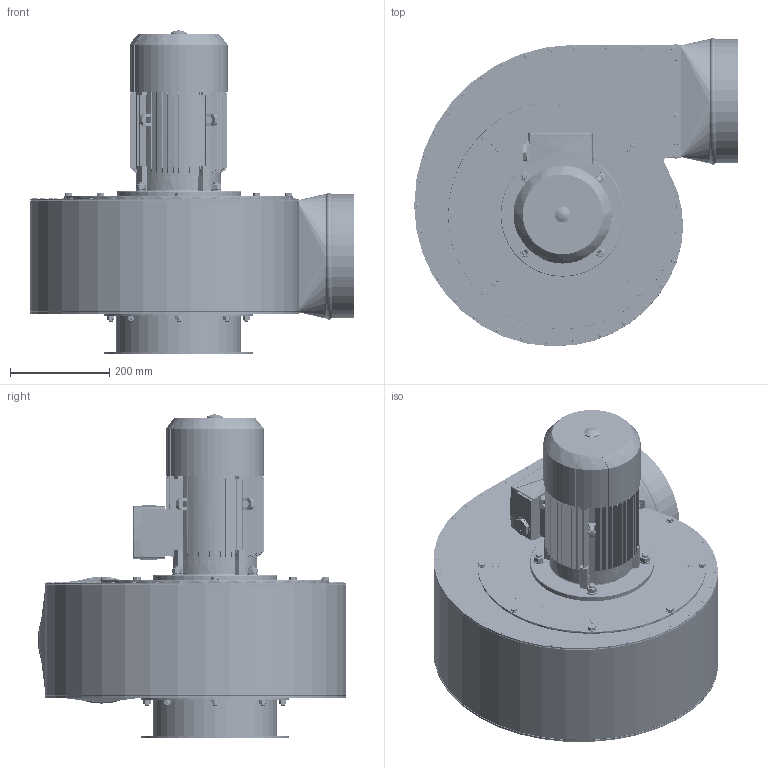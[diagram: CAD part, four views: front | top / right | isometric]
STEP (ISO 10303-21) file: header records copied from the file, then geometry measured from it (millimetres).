
FILE_DESCRIPTION(/* description */ ('3D Część'),/* implementation_level */ '2;1');
FILE_NAME(/* name */ '804W09 WPA-10-E-N.stp',/* time_stamp */ '2022-05-09T10:48:02+02:00',/* author */ ('a.korpacki'),/* organization */ ('KLIMAWENT S.A.'),/* preprocessor_version */ 'ST-DEVELOPER v18.1',/* originating_system */ 'Autodesk Inventor 2021',/* authorisation */ '');
FILE_SCHEMA (('AUTOMOTIVE_DESIGN { 1 0 10303 214 3 1 1 }'));
Length unit declared in the file: millimetre
Products named in the file (1): 804W09 WPA-10-E-N
Bounding box: 653.1 x 622.78 x 653 mm (x, y, z)
Volume: 12654541.6 mm3; surface area: 2941583.8 mm2
Topology: 22 solids, 24 shells, 5975 faces, 15279 edges, 9963 vertices
Faces by surface type: plane 3241, cylinder 1156, bspline 1139, torus 296, cone 139, sphere 4
Full cylindrical faces by diameter (mm): 3 x28, 4 x95, 4.1 x2, 4.2 x82, 4.3 x8, 4.4 x8, 7.5 x2, 8 x113, 8.5 x8, 8.8 x2, 9 x16, 10.9 x2, 11.1 x6, 11.63 x8, 12 x8, 13 x4, 14.5 x4, 16.63 x4, 28 x1, 30 x1, 32 x1, 38 x1, 170 x1, 180 x1, 180.5 x1, 248 x1, 248.5 x1, 249 x1, 250 x6, 251 x3
Entity records: 204200 total; most frequent: CARTESIAN_POINT 58459, ORIENTED_EDGE 30552, DIRECTION 26032, EDGE_CURVE 15278, VERTEX_POINT 9963, AXIS2_PLACEMENT_3D 8730, LINE 8572, VECTOR 8572
